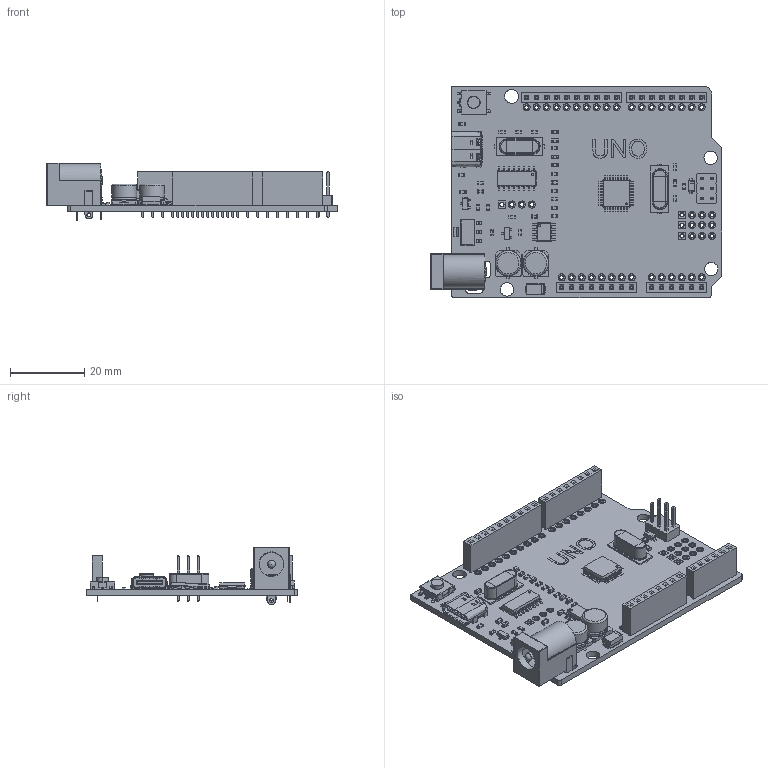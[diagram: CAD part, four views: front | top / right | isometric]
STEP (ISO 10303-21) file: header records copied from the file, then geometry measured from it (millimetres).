
FILE_DESCRIPTION(('FreeCAD Model'),'2;1');
FILE_NAME('Open CASCADE Shape Model','2025-05-02T19:52:18',('FreeCAD'),( 'FreeCAD'),'Open CASCADE STEP processor 7.6','FreeCAD','Unknown');
FILE_SCHEMA(('AUTOMOTIVE_DESIGN { 1 0 10303 214 1 1 1 1 }'));
Products named in the file (1): Open CASCADE STEP translator 7.6 1
Bounding box: 78.5 x 56.97 x 15.5 mm (x, y, z)
Volume: 10983.3 mm3; surface area: 18570.5 mm2
Topology: 180 solids, 180 shells, 5244 faces, 12749 edges, 8179 vertices
Faces by surface type: bspline 5244
Entity records: 145871 total; most frequent: CARTESIAN_POINT 67742, ORIENTED_EDGE 25488, EDGE_CURVE 12744, B_SPLINE_CURVE_WITH_KNOTS 10225, VERTEX_POINT 8179, FACE_BOUND 5951, EDGE_LOOP 5951, ADVANCED_FACE 5244
